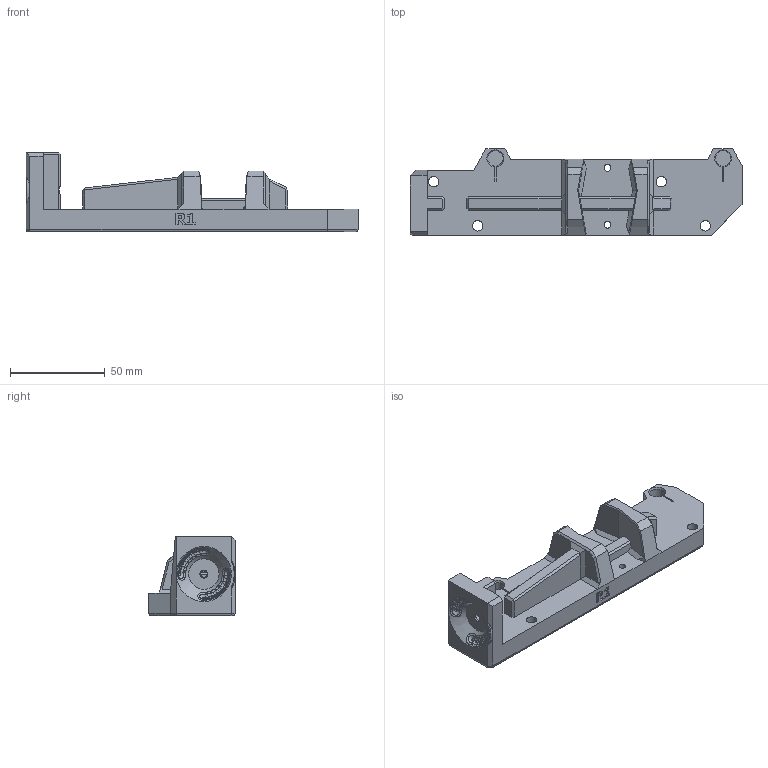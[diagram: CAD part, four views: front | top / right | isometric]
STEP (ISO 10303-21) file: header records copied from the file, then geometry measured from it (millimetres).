
FILE_DESCRIPTION(/* description */ (''),/* implementation_level */ '2;1');
FILE_NAME(/* name */ 'MINI-y-plate-front.stp',/* time_stamp */ '2019',/* author */ ('Robert Turinsky'),/* organization */ (''),/* preprocessor_version */ 'ST-DEVELOPER v17.2',/* originating_system */ 'Autodesk Inventor 2019',/* authorisation */ '');
FILE_SCHEMA (('AUTOMOTIVE_DESIGN { 1 0 10303 214 3 1 1 }'));
Length unit declared in the file: millimetre
Products named in the file (1): y-plate-front-alternate
Bounding box: 175 x 45.5 x 41.95 mm (x, y, z)
Volume: 103212.7 mm3; surface area: 57288.6 mm2
Topology: 1 solids, 14 shells, 670 faces, 1638 edges, 1026 vertices
Faces by surface type: plane 447, bspline 118, sphere 38, cone 35, cylinder 20, torus 12
Full cylindrical faces by diameter (mm): 3.4 x1, 3.6 x2, 5.45 x4, 6 x2, 7.15 x4, 7.35 x4
Entity records: 21225 total; most frequent: CARTESIAN_POINT 6135, ORIENTED_EDGE 3276, DIRECTION 2716, EDGE_CURVE 1638, LINE 1178, VECTOR 1178, VERTEX_POINT 1026, AXIS2_PLACEMENT_3D 769
